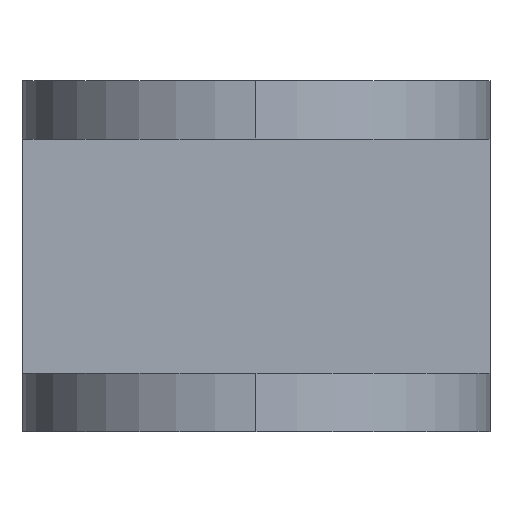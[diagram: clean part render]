
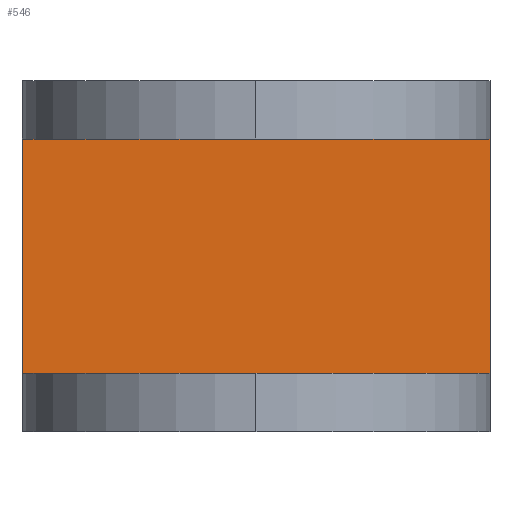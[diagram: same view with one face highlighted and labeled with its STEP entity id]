
A CAD part, front view. The second image highlights one B-rep face of the part: STEP entity #546.
In plain terms, the highlighted planar face has unit normal (0, -1, 0).
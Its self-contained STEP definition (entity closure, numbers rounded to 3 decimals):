
#81 = ORIENTED_EDGE ( 'NONE', *, *, #839, .F. ) ;
#88 = EDGE_LOOP ( 'NONE', ( #809, #944, #1126, #81 ) ) ;
#149 = DIRECTION ( 'NONE',  ( 1., 0., 0. ) ) ;
#158 = PLANE ( 'NONE',  #193 ) ;
#189 = VERTEX_POINT ( 'NONE', #449 ) ;
#193 = AXIS2_PLACEMENT_3D ( 'NONE', #509, #607, #874 ) ;
#245 = FACE_OUTER_BOUND ( 'NONE', #88, .T. ) ;
#335 = LINE ( 'NONE', #597, #472 ) ;
#385 = DIRECTION ( 'NONE',  ( 1., 0., 0. ) ) ;
#417 = CARTESIAN_POINT ( 'NONE',  ( -586.197, 396.875, -79.375 ) ) ;
#449 = CARTESIAN_POINT ( 'NONE',  ( 158.75, 396.875, -79.375 ) ) ;
#472 = VECTOR ( 'NONE', #613, 1000. ) ;
#473 = CARTESIAN_POINT ( 'NONE',  ( -158.75, 396.875, -79.375 ) ) ;
#509 = CARTESIAN_POINT ( 'NONE',  ( -586.197, 396.875, 79.375 ) ) ;
#519 = VERTEX_POINT ( 'NONE', #1097 ) ;
#529 = EDGE_CURVE ( 'NONE', #189, #633, #335, .T. ) ;
#546 = ADVANCED_FACE ( 'NONE', ( #245 ), #158, .F. ) ;
#548 = EDGE_CURVE ( 'NONE', #1068, #189, #969, .T. ) ;
#572 = CARTESIAN_POINT ( 'NONE',  ( -158.75, 396.875, 79.375 ) ) ;
#597 = CARTESIAN_POINT ( 'NONE',  ( 158.75, 396.875, 79.375 ) ) ;
#607 = DIRECTION ( 'NONE',  ( 0., 1., 0. ) ) ;
#613 = DIRECTION ( 'NONE',  ( 0., 0., 1. ) ) ;
#633 = VERTEX_POINT ( 'NONE', #788 ) ;
#773 = VECTOR ( 'NONE', #149, 1000. ) ;
#788 = CARTESIAN_POINT ( 'NONE',  ( 158.75, 396.875, 79.375 ) ) ;
#809 = ORIENTED_EDGE ( 'NONE', *, *, #976, .T. ) ;
#815 = LINE ( 'NONE', #900, #1136 ) ;
#839 = EDGE_CURVE ( 'NONE', #519, #633, #815, .T. ) ;
#874 = DIRECTION ( 'NONE',  ( 0., 0., 1. ) ) ;
#900 = CARTESIAN_POINT ( 'NONE',  ( -586.197, 396.875, 79.375 ) ) ;
#931 = DIRECTION ( 'NONE',  ( 0., 0., -1. ) ) ;
#944 = ORIENTED_EDGE ( 'NONE', *, *, #548, .T. ) ;
#963 = VECTOR ( 'NONE', #931, 1000. ) ;
#969 = LINE ( 'NONE', #417, #773 ) ;
#976 = EDGE_CURVE ( 'NONE', #519, #1068, #1032, .T. ) ;
#1032 = LINE ( 'NONE', #572, #963 ) ;
#1068 = VERTEX_POINT ( 'NONE', #473 ) ;
#1097 = CARTESIAN_POINT ( 'NONE',  ( -158.75, 396.875, 79.375 ) ) ;
#1126 = ORIENTED_EDGE ( 'NONE', *, *, #529, .T. ) ;
#1136 = VECTOR ( 'NONE', #385, 1000. ) ;
